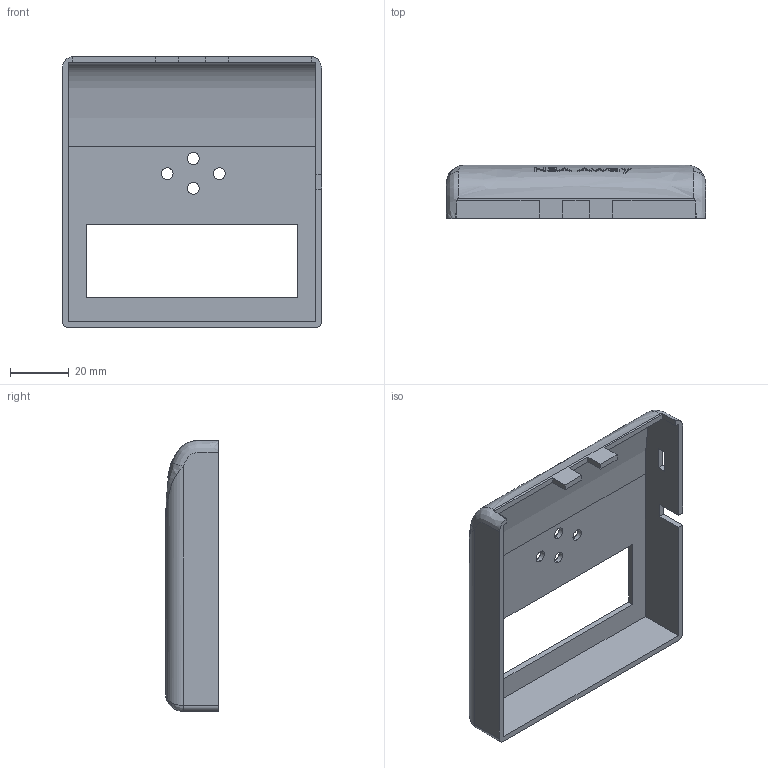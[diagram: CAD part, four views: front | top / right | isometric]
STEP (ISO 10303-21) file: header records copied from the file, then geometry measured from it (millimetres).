
FILE_DESCRIPTION (( 'STEP AP203' ), '1' );
FILE_NAME ('Top.STEP', '2014-09-27T11:14:42', ( '' ), ( '' ), 'SwSTEP 2.0', 'SolidWorks 2012', '' );
FILE_SCHEMA (( 'CONFIG_CONTROL_DESIGN' ));
Length unit declared in the file: millimetre
Products named in the file (1): Top
Bounding box: 88 x 18 x 92 mm (x, y, z)
Volume: 19722 mm3; surface area: 22348.9 mm2
Topology: 1 solids, 1 shells, 159 faces, 425 edges, 276 vertices
Faces by surface type: plane 96, bspline 41, cylinder 14, torus 8
Entity records: 7555 total; most frequent: CARTESIAN_POINT 3877, ORIENTED_EDGE 846, DIRECTION 559, EDGE_CURVE 423, VERTEX_POINT 276, VECTOR 241, LINE 241, EDGE_LOOP 181
